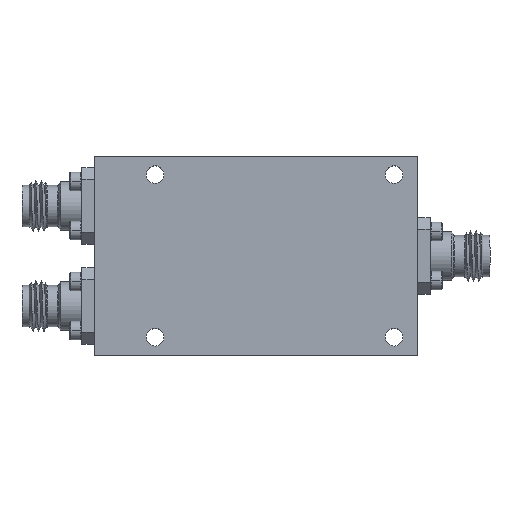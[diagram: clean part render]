
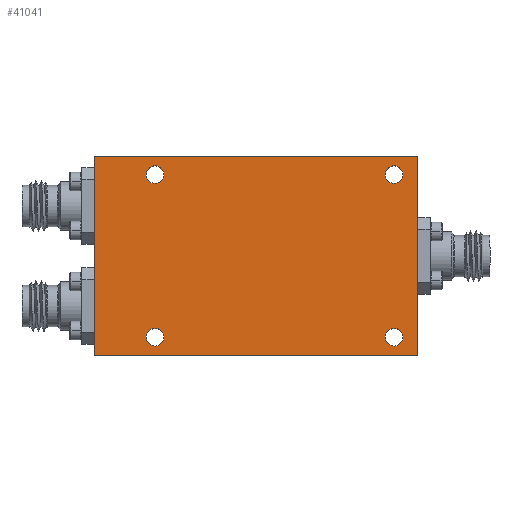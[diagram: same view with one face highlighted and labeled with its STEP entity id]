
A CAD part, top view. The second image highlights one B-rep face of the part: STEP entity #41041.
In plain terms, the highlighted planar face has unit normal (0, 0, 1).
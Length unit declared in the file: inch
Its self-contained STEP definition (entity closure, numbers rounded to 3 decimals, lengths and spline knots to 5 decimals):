
#242 = ORIENTED_EDGE ( 'NONE', *, *, #41742, .F. ) ;
#916 = VERTEX_POINT ( 'NONE', #14174 ) ;
#1355 = FACE_BOUND ( 'NONE', #6322, .T. ) ;
#2501 = ORIENTED_EDGE ( 'NONE', *, *, #44576, .F. ) ;
#3900 = EDGE_LOOP ( 'NONE', ( #31712, #39221, #12878, #44598 ) ) ;
#3916 = EDGE_CURVE ( 'NONE', #42169, #44939, #19240, .T. ) ;
#4199 = CARTESIAN_POINT ( 'NONE',  ( 0., 0., 0.39 ) ) ;
#4656 = EDGE_CURVE ( 'NONE', #38175, #20202, #41089, .T. ) ;
#5208 = DIRECTION ( 'NONE',  ( 0., 0., 1. ) ) ;
#5517 = DIRECTION ( 'NONE',  ( 1., 0., 0. ) ) ;
#5876 = DIRECTION ( 'NONE',  ( 0., 1., 0. ) ) ;
#6057 = AXIS2_PLACEMENT_3D ( 'NONE', #26636, #5208, #5517 ) ;
#6082 = DIRECTION ( 'NONE',  ( 1., 0., 0. ) ) ;
#6259 = ORIENTED_EDGE ( 'NONE', *, *, #6728, .F. ) ;
#6322 = EDGE_LOOP ( 'NONE', ( #32696, #242 ) ) ;
#6456 = VERTEX_POINT ( 'NONE', #44595 ) ;
#6527 = DIRECTION ( 'NONE',  ( 1., 0., 0. ) ) ;
#6728 = EDGE_CURVE ( 'NONE', #27764, #15981, #25685, .T. ) ;
#7694 = VERTEX_POINT ( 'NONE', #20558 ) ;
#7702 = VERTEX_POINT ( 'NONE', #10256 ) ;
#8548 = CIRCLE ( 'NONE', #6057, 0.045 ) ;
#8799 = VECTOR ( 'NONE', #24814, 39.37008 ) ;
#9242 = CARTESIAN_POINT ( 'NONE',  ( 0., 0., 0.39 ) ) ;
#9438 = CARTESIAN_POINT ( 'NONE',  ( 0.31, 0.925, 0.39 ) ) ;
#9439 = LINE ( 'NONE', #4199, #29668 ) ;
#9840 = ORIENTED_EDGE ( 'NONE', *, *, #26695, .F. ) ;
#9891 = DIRECTION ( 'NONE',  ( 1., 0., 0. ) ) ;
#10256 = CARTESIAN_POINT ( 'NONE',  ( 1.575, 0.925, 0.39 ) ) ;
#11014 = AXIS2_PLACEMENT_3D ( 'NONE', #40306, #15924, #12522 ) ;
#11198 = DIRECTION ( 'NONE',  ( 0., 0., 1. ) ) ;
#11529 = AXIS2_PLACEMENT_3D ( 'NONE', #23867, #31140, #6527 ) ;
#11783 = EDGE_CURVE ( 'NONE', #12833, #6456, #15698, .T. ) ;
#11846 = FACE_BOUND ( 'NONE', #28402, .T. ) ;
#12174 = CARTESIAN_POINT ( 'NONE',  ( 0.265, 0.095, 0.39 ) ) ;
#12522 = DIRECTION ( 'NONE',  ( 1., 0., 0. ) ) ;
#12572 = CARTESIAN_POINT ( 'NONE',  ( 1.65, 0., 0.39 ) ) ;
#12833 = VERTEX_POINT ( 'NONE', #19101 ) ;
#12878 = ORIENTED_EDGE ( 'NONE', *, *, #4656, .T. ) ;
#13642 = DIRECTION ( 'NONE',  ( 1., 0., 0. ) ) ;
#14174 = CARTESIAN_POINT ( 'NONE',  ( 0.355, 0.925, 0.39 ) ) ;
#14920 = DIRECTION ( 'NONE',  ( 1., 0., 0. ) ) ;
#15698 = LINE ( 'NONE', #9242, #22827 ) ;
#15924 = DIRECTION ( 'NONE',  ( 0., 0., 1. ) ) ;
#15953 = DIRECTION ( 'NONE',  ( -1., 0., 0. ) ) ;
#15981 = VERTEX_POINT ( 'NONE', #12174 ) ;
#16017 = AXIS2_PLACEMENT_3D ( 'NONE', #9438, #16086, #6082 ) ;
#16086 = DIRECTION ( 'NONE',  ( 0., 0., 1. ) ) ;
#17530 = CARTESIAN_POINT ( 'NONE',  ( 1.65, 1.02, 0.39 ) ) ;
#17787 = CARTESIAN_POINT ( 'NONE',  ( 1.53, 0.095, 0.39 ) ) ;
#19101 = CARTESIAN_POINT ( 'NONE',  ( 0., 0., 0.39 ) ) ;
#19240 = CIRCLE ( 'NONE', #11529, 0.045 ) ;
#19380 = DIRECTION ( 'NONE',  ( 0., 0., 1. ) ) ;
#20061 = FACE_BOUND ( 'NONE', #23628, .T. ) ;
#20202 = VERTEX_POINT ( 'NONE', #17530 ) ;
#20204 = VERTEX_POINT ( 'NONE', #34290 ) ;
#20558 = CARTESIAN_POINT ( 'NONE',  ( 0.265, 0.925, 0.39 ) ) ;
#20705 = CARTESIAN_POINT ( 'NONE',  ( 1.65, 0., 0.39 ) ) ;
#20766 = ORIENTED_EDGE ( 'NONE', *, *, #28630, .F. ) ;
#20919 = DIRECTION ( 'NONE',  ( 0., 0., 1. ) ) ;
#21509 = DIRECTION ( 'NONE',  ( 1., 0., 0. ) ) ;
#22564 = EDGE_CURVE ( 'NONE', #12833, #38175, #9439, .T. ) ;
#22827 = VECTOR ( 'NONE', #5876, 39.37008 ) ;
#23216 = CARTESIAN_POINT ( 'NONE',  ( 1.53, 0.925, 0.39 ) ) ;
#23595 = EDGE_CURVE ( 'NONE', #7702, #20204, #44967, .T. ) ;
#23628 = EDGE_LOOP ( 'NONE', ( #6259, #20766 ) ) ;
#23867 = CARTESIAN_POINT ( 'NONE',  ( 1.53, 0.095, 0.39 ) ) ;
#24814 = DIRECTION ( 'NONE',  ( 0., 1., 0. ) ) ;
#24881 = CIRCLE ( 'NONE', #11014, 0.045 ) ;
#25685 = CIRCLE ( 'NONE', #31332, 0.045 ) ;
#25766 = AXIS2_PLACEMENT_3D ( 'NONE', #37135, #33920, #15953 ) ;
#25913 = EDGE_LOOP ( 'NONE', ( #9840, #2501 ) ) ;
#26636 = CARTESIAN_POINT ( 'NONE',  ( 0.31, 0.095, 0.39 ) ) ;
#26695 = EDGE_CURVE ( 'NONE', #916, #7694, #33840, .T. ) ;
#27382 = CARTESIAN_POINT ( 'NONE',  ( 0., 1.02, 0.39 ) ) ;
#27764 = VERTEX_POINT ( 'NONE', #41251 ) ;
#27955 = CARTESIAN_POINT ( 'NONE',  ( 1.53, 0.925, 0.39 ) ) ;
#28402 = EDGE_LOOP ( 'NONE', ( #28856, #37316 ) ) ;
#28630 = EDGE_CURVE ( 'NONE', #15981, #27764, #8548, .T. ) ;
#28788 = FACE_OUTER_BOUND ( 'NONE', #3900, .T. ) ;
#28856 = ORIENTED_EDGE ( 'NONE', *, *, #40645, .F. ) ;
#29668 = VECTOR ( 'NONE', #43206, 39.37008 ) ;
#31140 = DIRECTION ( 'NONE',  ( 0., 0., 1. ) ) ;
#31332 = AXIS2_PLACEMENT_3D ( 'NONE', #35781, #11198, #14920 ) ;
#31712 = ORIENTED_EDGE ( 'NONE', *, *, #11783, .F. ) ;
#32424 = AXIS2_PLACEMENT_3D ( 'NONE', #17787, #20919, #21509 ) ;
#32696 = ORIENTED_EDGE ( 'NONE', *, *, #23595, .F. ) ;
#33601 = PLANE ( 'NONE',  #25766 ) ;
#33840 = CIRCLE ( 'NONE', #16017, 0.045 ) ;
#33920 = DIRECTION ( 'NONE',  ( 0., 0., -1. ) ) ;
#34193 = CIRCLE ( 'NONE', #38029, 0.045 ) ;
#34290 = CARTESIAN_POINT ( 'NONE',  ( 1.485, 0.925, 0.39 ) ) ;
#34856 = AXIS2_PLACEMENT_3D ( 'NONE', #23216, #19380, #37208 ) ;
#35781 = CARTESIAN_POINT ( 'NONE',  ( 0.31, 0.095, 0.39 ) ) ;
#35885 = FACE_BOUND ( 'NONE', #25913, .T. ) ;
#36492 = LINE ( 'NONE', #27382, #38143 ) ;
#37135 = CARTESIAN_POINT ( 'NONE',  ( 0., 0., 0.39 ) ) ;
#37208 = DIRECTION ( 'NONE',  ( 1., 0., 0. ) ) ;
#37316 = ORIENTED_EDGE ( 'NONE', *, *, #3916, .F. ) ;
#38029 = AXIS2_PLACEMENT_3D ( 'NONE', #27955, #38475, #9891 ) ;
#38143 = VECTOR ( 'NONE', #13642, 39.37008 ) ;
#38175 = VERTEX_POINT ( 'NONE', #12572 ) ;
#38475 = DIRECTION ( 'NONE',  ( 0., 0., 1. ) ) ;
#39192 = CARTESIAN_POINT ( 'NONE',  ( 1.575, 0.095, 0.39 ) ) ;
#39221 = ORIENTED_EDGE ( 'NONE', *, *, #22564, .T. ) ;
#40120 = EDGE_CURVE ( 'NONE', #6456, #20202, #36492, .T. ) ;
#40306 = CARTESIAN_POINT ( 'NONE',  ( 0.31, 0.925, 0.39 ) ) ;
#40645 = EDGE_CURVE ( 'NONE', #44939, #42169, #44129, .T. ) ;
#40849 = CARTESIAN_POINT ( 'NONE',  ( 1.485, 0.095, 0.39 ) ) ;
#41041 = ADVANCED_FACE ( 'NONE', ( #1355, #35885, #20061, #11846, #28788 ), #33601, .F. ) ;
#41089 = LINE ( 'NONE', #20705, #8799 ) ;
#41251 = CARTESIAN_POINT ( 'NONE',  ( 0.355, 0.095, 0.39 ) ) ;
#41742 = EDGE_CURVE ( 'NONE', #20204, #7702, #34193, .T. ) ;
#42169 = VERTEX_POINT ( 'NONE', #40849 ) ;
#43206 = DIRECTION ( 'NONE',  ( 1., 0., 0. ) ) ;
#44129 = CIRCLE ( 'NONE', #32424, 0.045 ) ;
#44576 = EDGE_CURVE ( 'NONE', #7694, #916, #24881, .T. ) ;
#44595 = CARTESIAN_POINT ( 'NONE',  ( 0., 1.02, 0.39 ) ) ;
#44598 = ORIENTED_EDGE ( 'NONE', *, *, #40120, .F. ) ;
#44939 = VERTEX_POINT ( 'NONE', #39192 ) ;
#44967 = CIRCLE ( 'NONE', #34856, 0.045 ) ;
